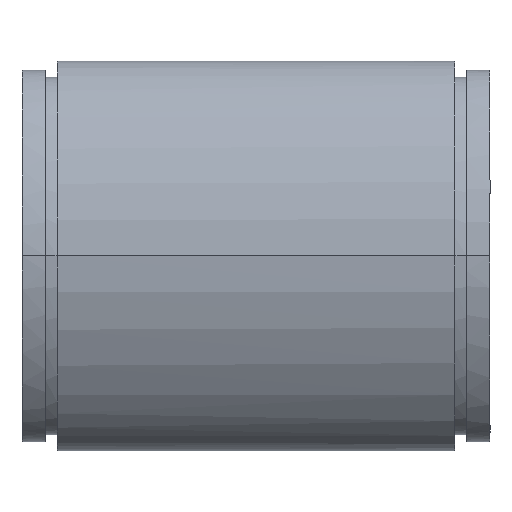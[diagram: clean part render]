
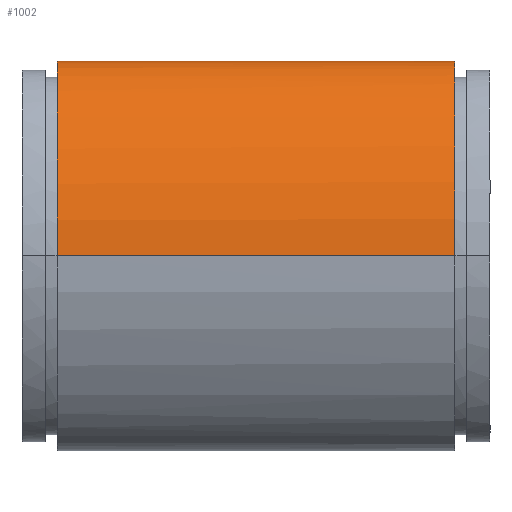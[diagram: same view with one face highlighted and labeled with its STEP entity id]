
A CAD part, top view. The second image highlights one B-rep face of the part: STEP entity #1002.
In plain terms, the highlighted free-form (B-spline) face has degree [3, 1] with [4, 2] control points.
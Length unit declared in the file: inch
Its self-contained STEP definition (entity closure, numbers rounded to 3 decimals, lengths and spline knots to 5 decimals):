
#196 = LINE ( 'NONE', #8386, #3526 ) ;
#1002 = ADVANCED_FACE ( 'NONE', ( #15026 ), #20711, .F. ) ;
#1117 = CARTESIAN_POINT ( 'NONE',  ( 7.28346, 3.28084, 0. ) ) ;
#1579 = ORIENTED_EDGE ( 'NONE', *, *, #19046, .F. ) ;
#2430 = VERTEX_POINT ( 'NONE', #1117 ) ;
#2462 = LINE ( 'NONE', #19792, #14433 ) ;
#3074 = B_SPLINE_CURVE_WITH_KNOTS ( 'NONE', 3,
 ( #11004, #3864, #9093, #12592 ),
 .UNSPECIFIED., .F., .F.,
 ( 4, 4 ),
 ( 0., 1. ),
 .UNSPECIFIED. ) ;
#3245 = CARTESIAN_POINT ( 'NONE',  ( 0.59055, 3.28084, 0.91864 ) ) ;
#3352 = B_SPLINE_CURVE_WITH_KNOTS ( 'NONE', 3,
 ( #19484, #19371, #9079, #3852 ),
 .UNSPECIFIED., .F., .F.,
 ( 4, 4 ),
 ( 0., 1. ),
 .UNSPECIFIED. ) ;
#3526 = VECTOR ( 'NONE', #12330, 39.37008 ) ;
#3852 = CARTESIAN_POINT ( 'NONE',  ( 0.59055, 3.28084, 0. ) ) ;
#3864 = CARTESIAN_POINT ( 'NONE',  ( 7.28346, 3.28084, 0.91864 ) ) ;
#4264 = VERTEX_POINT ( 'NONE', #6212 ) ;
#4655 = ORIENTED_EDGE ( 'NONE', *, *, #14055, .T. ) ;
#5674 = CARTESIAN_POINT ( 'NONE',  ( 7.28346, 0., 1.9685 ) ) ;
#5788 = CARTESIAN_POINT ( 'NONE',  ( 0.59055, 3.28084, 0. ) ) ;
#6212 = CARTESIAN_POINT ( 'NONE',  ( 0.59055, 0., 1.9685 ) ) ;
#7814 = VERTEX_POINT ( 'NONE', #5674 ) ;
#7959 = VERTEX_POINT ( 'NONE', #5788 ) ;
#8239 = CARTESIAN_POINT ( 'NONE',  ( 7.28346, 3.28084, 0. ) ) ;
#8386 = CARTESIAN_POINT ( 'NONE',  ( 7.87402, 3.28084, 0. ) ) ;
#8684 = EDGE_CURVE ( 'NONE', #2430, #7814, #3074, .T. ) ;
#9079 = CARTESIAN_POINT ( 'NONE',  ( 0.59055, 3.28084, 0.91864 ) ) ;
#9093 = CARTESIAN_POINT ( 'NONE',  ( 7.28346, 1.44357, 1.9685 ) ) ;
#9522 = ORIENTED_EDGE ( 'NONE', *, *, #12184, .F. ) ;
#9727 = DIRECTION ( 'NONE',  ( -1., 0., 0. ) ) ;
#10363 = EDGE_LOOP ( 'NONE', ( #9522, #1579, #18800, #4655 ) ) ;
#11004 = CARTESIAN_POINT ( 'NONE',  ( 7.28346, 3.28084, 0. ) ) ;
#11858 = CARTESIAN_POINT ( 'NONE',  ( 0.59055, 1.44357, 1.9685 ) ) ;
#11966 = CARTESIAN_POINT ( 'NONE',  ( 0.59055, 0., 1.9685 ) ) ;
#12184 = EDGE_CURVE ( 'NONE', #4264, #7959, #3352, .T. ) ;
#12330 = DIRECTION ( 'NONE',  ( -1., 0., 0. ) ) ;
#12592 = CARTESIAN_POINT ( 'NONE',  ( 7.28346, 0., 1.9685 ) ) ;
#13450 = CARTESIAN_POINT ( 'NONE',  ( 7.28346, 3.28084, 0.91864 ) ) ;
#14055 = EDGE_CURVE ( 'NONE', #2430, #7959, #196, .T. ) ;
#14433 = VECTOR ( 'NONE', #9727, 39.37008 ) ;
#15026 = FACE_OUTER_BOUND ( 'NONE', #10363, .T. ) ;
#18800 = ORIENTED_EDGE ( 'NONE', *, *, #8684, .F. ) ;
#19046 = EDGE_CURVE ( 'NONE', #7814, #4264, #2462, .T. ) ;
#19371 = CARTESIAN_POINT ( 'NONE',  ( 0.59055, 1.44357, 1.9685 ) ) ;
#19484 = CARTESIAN_POINT ( 'NONE',  ( 0.59055, 0., 1.9685 ) ) ;
#19792 = CARTESIAN_POINT ( 'NONE',  ( 7.87402, 0., 1.9685 ) ) ;
#20465 = CARTESIAN_POINT ( 'NONE',  ( 7.28346, 0., 1.9685 ) ) ;
#20574 = CARTESIAN_POINT ( 'NONE',  ( 0.59055, 3.28084, 0. ) ) ;
#20711 = B_SPLINE_SURFACE_WITH_KNOTS ( 'NONE', 3, 1, ( 
 ( #8239, #20574 ),
 ( #13450, #3245 ),
 ( #22270, #11858 ),
 ( #20465, #11966 ) ),
 .UNSPECIFIED., .F., .F., .F.,
 ( 4, 4 ),
 ( 2, 2 ),
 ( 0., 1. ),
 ( 0., 1. ),
 .UNSPECIFIED. ) ;
#22270 = CARTESIAN_POINT ( 'NONE',  ( 7.28346, 1.44357, 1.9685 ) ) ;
